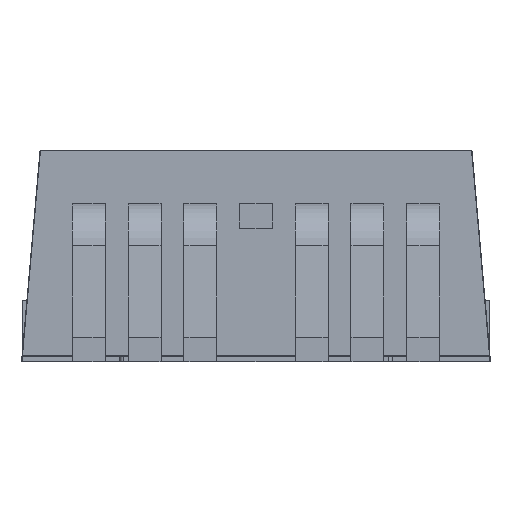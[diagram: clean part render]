
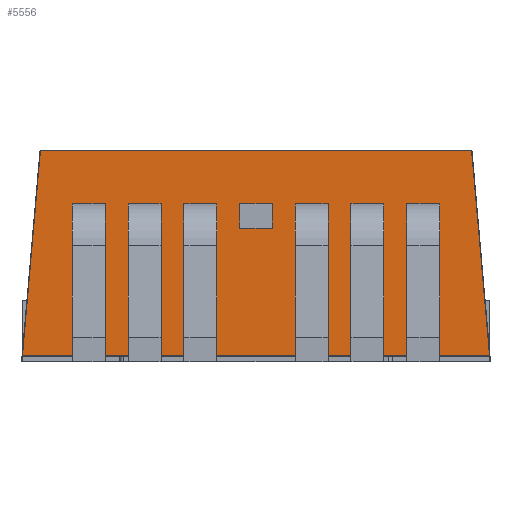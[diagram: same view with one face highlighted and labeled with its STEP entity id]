
A CAD part, front view. The second image highlights one B-rep face of the part: STEP entity #5556.
In plain terms, the highlighted planar face has unit normal (0, -1, 0).
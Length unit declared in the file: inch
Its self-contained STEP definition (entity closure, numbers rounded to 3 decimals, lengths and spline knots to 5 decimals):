
#29 = ORIENTED_EDGE ( 'NONE', *, *, #4144, .T. ) ;
#52 = EDGE_CURVE ( 'NONE', #3744, #6746, #603, .T. ) ;
#182 = DIRECTION ( 'NONE',  ( -0.087, 0., 0.996 ) ) ;
#603 = LINE ( 'NONE', #1355, #7155 ) ;
#872 = LINE ( 'NONE', #6309, #6432 ) ;
#1121 = LINE ( 'NONE', #7818, #3073 ) ;
#1308 = CARTESIAN_POINT ( 'NONE',  ( -0.19348, -0.18996, 0.18976 ) ) ;
#1355 = CARTESIAN_POINT ( 'NONE',  ( -0.10502, -0.18996, 0.00539 ) ) ;
#1400 = CARTESIAN_POINT ( 'NONE',  ( 0.20961, -0.18996, 0.00539 ) ) ;
#1487 = EDGE_LOOP ( 'NONE', ( #4768, #4518, #29, #4492 ) ) ;
#2015 = FACE_OUTER_BOUND ( 'NONE', #1487, .T. ) ;
#2240 = VERTEX_POINT ( 'NONE', #1308 ) ;
#2837 = CARTESIAN_POINT ( 'NONE',  ( -0.19348, -0.18996, 0.18976 ) ) ;
#3024 = VERTEX_POINT ( 'NONE', #8690 ) ;
#3073 = VECTOR ( 'NONE', #4579, 39.37008 ) ;
#3744 = VERTEX_POINT ( 'NONE', #1400 ) ;
#3801 = EDGE_CURVE ( 'NONE', #2240, #6746, #6319, .T. ) ;
#4103 = DIRECTION ( 'NONE',  ( -1., 0., 0. ) ) ;
#4144 = EDGE_CURVE ( 'NONE', #3744, #3024, #872, .T. ) ;
#4262 = CARTESIAN_POINT ( 'NONE',  ( -0.20961, -0.18996, 0.00539 ) ) ;
#4492 = ORIENTED_EDGE ( 'NONE', *, *, #7434, .T. ) ;
#4518 = ORIENTED_EDGE ( 'NONE', *, *, #52, .F. ) ;
#4579 = DIRECTION ( 'NONE',  ( -1., 0., 0. ) ) ;
#4768 = ORIENTED_EDGE ( 'NONE', *, *, #3801, .T. ) ;
#4867 = PLANE ( 'NONE',  #8530 ) ;
#4949 = CARTESIAN_POINT ( 'NONE',  ( -0.21004, -0.18996, 0. ) ) ;
#4993 = DIRECTION ( 'NONE',  ( 0., -1., 0. ) ) ;
#5556 = ADVANCED_FACE ( 'NONE', ( #2015 ), #4867, .T. ) ;
#5715 = DIRECTION ( 'NONE',  ( 0., 0., -1. ) ) ;
#6309 = CARTESIAN_POINT ( 'NONE',  ( 0.20961, -0.18996, 0.00539 ) ) ;
#6319 = LINE ( 'NONE', #2837, #8258 ) ;
#6432 = VECTOR ( 'NONE', #182, 39.37008 ) ;
#6746 = VERTEX_POINT ( 'NONE', #4262 ) ;
#7155 = VECTOR ( 'NONE', #4103, 39.37008 ) ;
#7434 = EDGE_CURVE ( 'NONE', #3024, #2240, #1121, .T. ) ;
#7818 = CARTESIAN_POINT ( 'NONE',  ( -0.21004, -0.18996, 0.18976 ) ) ;
#8258 = VECTOR ( 'NONE', #8365, 39.37008 ) ;
#8365 = DIRECTION ( 'NONE',  ( -0.087, 0., -0.996 ) ) ;
#8530 = AXIS2_PLACEMENT_3D ( 'NONE', #4949, #4993, #5715 ) ;
#8690 = CARTESIAN_POINT ( 'NONE',  ( 0.19348, -0.18996, 0.18976 ) ) ;
